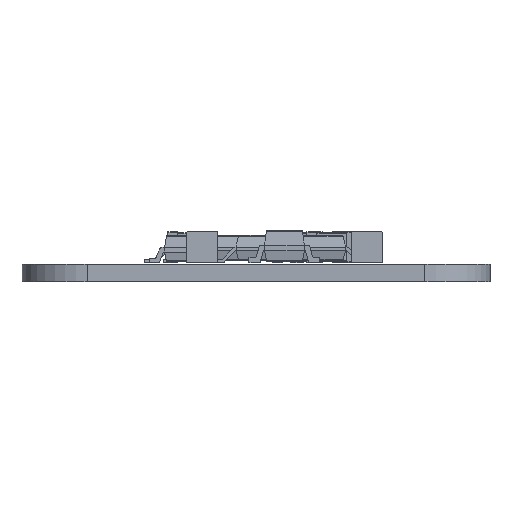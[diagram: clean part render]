
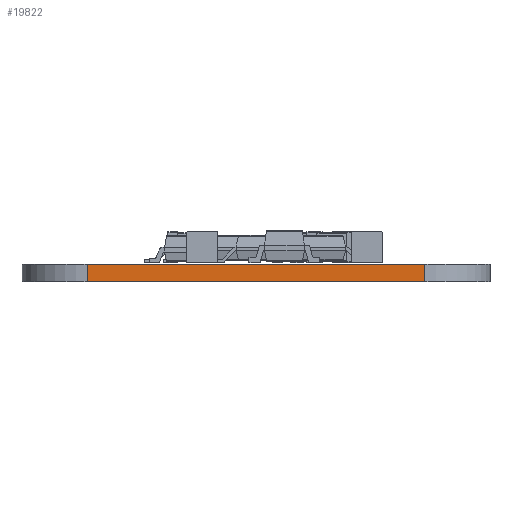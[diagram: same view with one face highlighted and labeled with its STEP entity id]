
A CAD part, front view. The second image highlights one B-rep face of the part: STEP entity #19822.
In plain terms, the highlighted planar face has unit normal (0, -1, 0).
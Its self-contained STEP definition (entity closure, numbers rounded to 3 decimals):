
#19146 = VERTEX_POINT('',#19147);
#19147 = CARTESIAN_POINT('',(0.836,-30.554,0.));
#19154 = EDGE_CURVE('',#19155,#19146,#19157,.T.);
#19155 = VERTEX_POINT('',#19156);
#19156 = CARTESIAN_POINT('',(14.404,-30.554,0.));
#19157 = LINE('',#19158,#19159);
#19158 = CARTESIAN_POINT('',(14.404,-30.554,0.));
#19159 = VECTOR('',#19160,1.);
#19160 = DIRECTION('',(-1.,0.,0.));
#19479 = VERTEX_POINT('',#19480);
#19480 = CARTESIAN_POINT('',(0.836,-30.554,0.7));
#19487 = EDGE_CURVE('',#19488,#19479,#19490,.T.);
#19488 = VERTEX_POINT('',#19489);
#19489 = CARTESIAN_POINT('',(14.404,-30.554,0.7));
#19490 = LINE('',#19491,#19492);
#19491 = CARTESIAN_POINT('',(14.404,-30.554,0.7));
#19492 = VECTOR('',#19493,1.);
#19493 = DIRECTION('',(-1.,0.,0.));
#19794 = EDGE_CURVE('',#19155,#19488,#19795,.T.);
#19795 = LINE('',#19796,#19797);
#19796 = CARTESIAN_POINT('',(14.404,-30.554,0.));
#19797 = VECTOR('',#19798,1.);
#19798 = DIRECTION('',(0.,0.,1.));
#19822 = ADVANCED_FACE('',(#19823),#19834,.T.);
#19823 = FACE_BOUND('',#19824,.T.);
#19824 = EDGE_LOOP('',(#19825,#19826,#19827,#19833));
#19825 = ORIENTED_EDGE('',*,*,#19794,.T.);
#19826 = ORIENTED_EDGE('',*,*,#19487,.T.);
#19827 = ORIENTED_EDGE('',*,*,#19828,.F.);
#19828 = EDGE_CURVE('',#19146,#19479,#19829,.T.);
#19829 = LINE('',#19830,#19831);
#19830 = CARTESIAN_POINT('',(0.836,-30.554,0.));
#19831 = VECTOR('',#19832,1.);
#19832 = DIRECTION('',(0.,0.,1.));
#19833 = ORIENTED_EDGE('',*,*,#19154,.F.);
#19834 = PLANE('',#19835);
#19835 = AXIS2_PLACEMENT_3D('',#19836,#19837,#19838);
#19836 = CARTESIAN_POINT('',(14.404,-30.554,0.));
#19837 = DIRECTION('',(0.,-1.,0.));
#19838 = DIRECTION('',(-1.,0.,0.));
